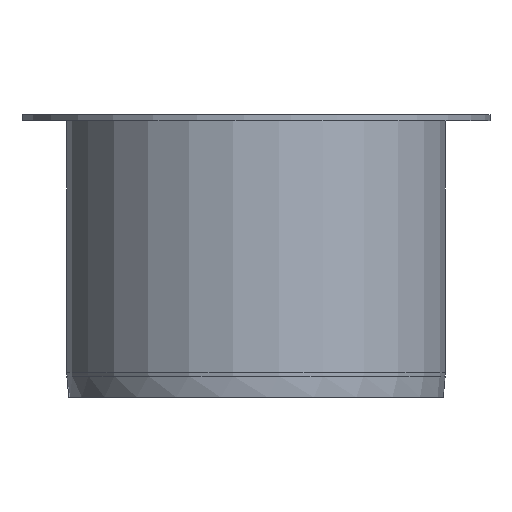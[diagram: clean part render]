
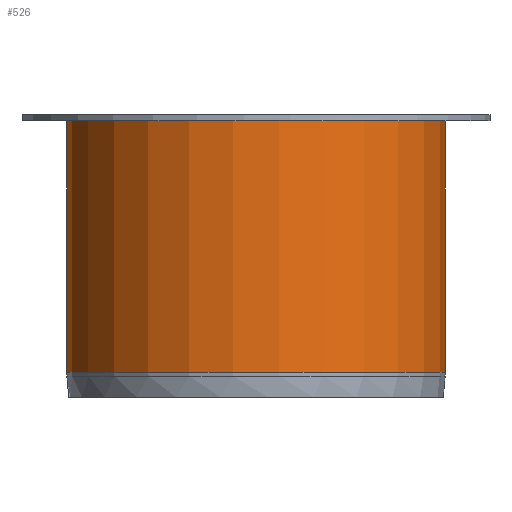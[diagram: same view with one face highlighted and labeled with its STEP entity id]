
A CAD part, front view. The second image highlights one B-rep face of the part: STEP entity #526.
In plain terms, the highlighted cylindrical face has radius 445 mm (diameter 890 mm), a full revolution.
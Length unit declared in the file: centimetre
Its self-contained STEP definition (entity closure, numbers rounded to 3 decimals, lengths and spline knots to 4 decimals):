
#156=CIRCLE('',#584,44.5);
#167=CIRCLE('',#601,44.5);
#169=CIRCLE('',#603,44.5);
#175=CYLINDRICAL_SURFACE('',#604,44.5);
#200=FACE_OUTER_BOUND('',#226,.T.);
#226=EDGE_LOOP('',(#488,#489,#490,#491,#492));
#264=LINE('',#1004,#302);
#302=VECTOR('',#794,44.5);
#325=VERTEX_POINT('',#967);
#335=VERTEX_POINT('',#998);
#336=VERTEX_POINT('',#999);
#370=EDGE_CURVE('',#325,#325,#156,.T.);
#385=EDGE_CURVE('',#335,#336,#167,.T.);
#387=EDGE_CURVE('',#336,#335,#169,.T.);
#388=EDGE_CURVE('',#325,#336,#264,.T.);
#488=ORIENTED_EDGE('',*,*,#370,.F.);
#489=ORIENTED_EDGE('',*,*,#388,.T.);
#490=ORIENTED_EDGE('',*,*,#387,.T.);
#491=ORIENTED_EDGE('',*,*,#385,.T.);
#492=ORIENTED_EDGE('',*,*,#388,.F.);
#526=ADVANCED_FACE('',(#200),#175,.T.);
#584=AXIS2_PLACEMENT_3D('',#968,#748,#749);
#601=AXIS2_PLACEMENT_3D('',#1000,#786,#787);
#603=AXIS2_PLACEMENT_3D('',#1002,#790,#791);
#604=AXIS2_PLACEMENT_3D('',#1003,#792,#793);
#748=DIRECTION('center_axis',(0.,0.,1.));
#749=DIRECTION('ref_axis',(1.,0.,0.));
#786=DIRECTION('center_axis',(0.,0.,1.));
#787=DIRECTION('ref_axis',(1.,0.,0.));
#790=DIRECTION('center_axis',(0.,0.,1.));
#791=DIRECTION('ref_axis',(1.,0.,0.));
#792=DIRECTION('center_axis',(0.,0.,1.));
#793=DIRECTION('ref_axis',(-1.,0.,0.));
#794=DIRECTION('',(0.,0.,-1.));
#967=CARTESIAN_POINT('',(393.7975,0.,40.4765));
#968=CARTESIAN_POINT('Origin',(349.2975,0.,40.4765));
#998=CARTESIAN_POINT('',(304.7975,0.,-18.5905));
#999=CARTESIAN_POINT('',(393.7975,0.,-18.5905));
#1000=CARTESIAN_POINT('Origin',(349.2975,0.,-18.5905));
#1002=CARTESIAN_POINT('Origin',(349.2975,0.,-18.5905));
#1003=CARTESIAN_POINT('Origin',(349.2975,0.,10.943));
#1004=CARTESIAN_POINT('',(393.7975,0.,10.943));
